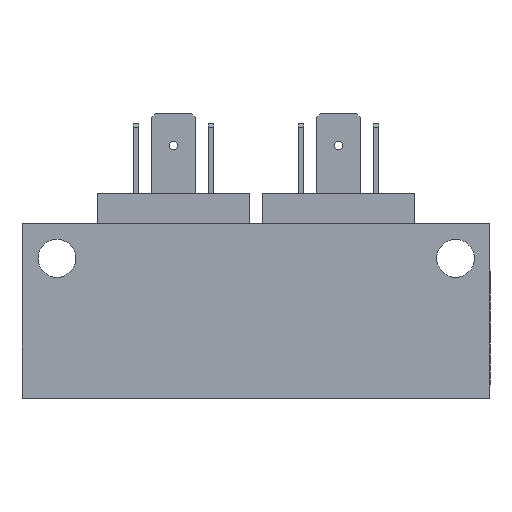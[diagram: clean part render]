
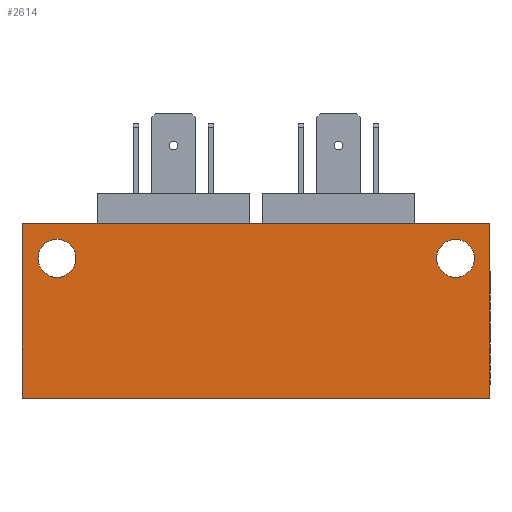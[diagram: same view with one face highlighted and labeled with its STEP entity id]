
A CAD part, front view. The second image highlights one B-rep face of the part: STEP entity #2614.
In plain terms, the highlighted planar face has unit normal (0, -1, 0).
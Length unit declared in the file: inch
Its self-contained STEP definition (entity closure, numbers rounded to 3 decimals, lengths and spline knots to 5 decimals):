
#513 = VERTEX_POINT ( 'NONE', #3752 ) ;
#855 = CARTESIAN_POINT ( 'NONE',  ( 1.3385, 0., 0. ) ) ;
#1016 = EDGE_CURVE ( 'NONE', #14490, #14059, #5358, .T. ) ;
#1143 = DIRECTION ( 'NONE',  ( 0., 0., 1. ) ) ;
#1198 = CARTESIAN_POINT ( 'NONE',  ( -1.3385, 0., -1. ) ) ;
#1501 = EDGE_LOOP ( 'NONE', ( #3002, #1807, #11098, #6865 ) ) ;
#1783 = CARTESIAN_POINT ( 'NONE',  ( 1.3385, 0., 0. ) ) ;
#1807 = ORIENTED_EDGE ( 'NONE', *, *, #3310, .T. ) ;
#1846 = CARTESIAN_POINT ( 'NONE',  ( -1.1385, 0., -0.2 ) ) ;
#1931 = DIRECTION ( 'NONE',  ( 0., -1., 0. ) ) ;
#2469 = VERTEX_POINT ( 'NONE', #3955 ) ;
#2614 = ADVANCED_FACE ( 'Defeatured_0_12', ( #8888, #12720, #4102 ), #13781, .F. ) ;
#2679 = VECTOR ( 'NONE', #1143, 39.37008 ) ;
#2830 = DIRECTION ( 'NONE',  ( 0., 1., 0. ) ) ;
#3002 = ORIENTED_EDGE ( 'NONE', *, *, #5173, .T. ) ;
#3226 = VECTOR ( 'NONE', #15295, 39.37008 ) ;
#3310 = EDGE_CURVE ( 'NONE', #13237, #11414, #15462, .T. ) ;
#3341 = LINE ( 'NONE', #4673, #8531 ) ;
#3435 = CIRCLE ( 'NONE', #3944, 0.1085 ) ;
#3502 = AXIS2_PLACEMENT_3D ( 'NONE', #3892, #4048, #12424 ) ;
#3613 = CARTESIAN_POINT ( 'NONE',  ( -1.3385, 0., 0. ) ) ;
#3752 = CARTESIAN_POINT ( 'NONE',  ( -1.03, 0., -0.19999 ) ) ;
#3754 = ORIENTED_EDGE ( 'NONE', *, *, #4080, .F. ) ;
#3892 = CARTESIAN_POINT ( 'NONE',  ( 1.1415, 0., -0.2 ) ) ;
#3944 = AXIS2_PLACEMENT_3D ( 'NONE', #1846, #1931, #6805 ) ;
#3955 = CARTESIAN_POINT ( 'NONE',  ( -1.247, 0., -0.20001 ) ) ;
#4048 = DIRECTION ( 'NONE',  ( 0., -1., 0. ) ) ;
#4080 = EDGE_CURVE ( 'NONE', #513, #2469, #9188, .T. ) ;
#4102 = FACE_BOUND ( 'NONE', #4524, .T. ) ;
#4254 = DIRECTION ( 'NONE',  ( -1., 0., 0. ) ) ;
#4271 = DIRECTION ( 'NONE',  ( 1., 0., 0. ) ) ;
#4524 = EDGE_LOOP ( 'NONE', ( #11896, #4678 ) ) ;
#4597 = DIRECTION ( 'NONE',  ( 1., 0., 0. ) ) ;
#4673 = CARTESIAN_POINT ( 'NONE',  ( -1.3385, 0., 0. ) ) ;
#4678 = ORIENTED_EDGE ( 'NONE', *, *, #12526, .F. ) ;
#4685 = CARTESIAN_POINT ( 'NONE',  ( 1.3385, 0., -1. ) ) ;
#5012 = EDGE_CURVE ( 'NONE', #15712, #5642, #10767, .T. ) ;
#5173 = EDGE_CURVE ( 'NONE', #14490, #13237, #5464, .T. ) ;
#5358 = LINE ( 'NONE', #7993, #3226 ) ;
#5464 = LINE ( 'NONE', #15237, #12543 ) ;
#5642 = VERTEX_POINT ( 'NONE', #8965 ) ;
#5762 = CIRCLE ( 'NONE', #3502, 0.1085 ) ;
#6805 = DIRECTION ( 'NONE',  ( -1., 0., 0. ) ) ;
#6865 = ORIENTED_EDGE ( 'NONE', *, *, #1016, .F. ) ;
#6912 = AXIS2_PLACEMENT_3D ( 'NONE', #8775, #12092, #8320 ) ;
#7458 = DIRECTION ( 'NONE',  ( -1., 0., 0. ) ) ;
#7531 = CARTESIAN_POINT ( 'NONE',  ( 1.033, 0., -0.20001 ) ) ;
#7993 = CARTESIAN_POINT ( 'NONE',  ( -1.3385, 0., -0.5 ) ) ;
#8320 = DIRECTION ( 'NONE',  ( -1., 0., 0. ) ) ;
#8531 = VECTOR ( 'NONE', #4597, 39.37008 ) ;
#8590 = ORIENTED_EDGE ( 'NONE', *, *, #15253, .F. ) ;
#8775 = CARTESIAN_POINT ( 'NONE',  ( -1.1385, 0., -0.2 ) ) ;
#8888 = FACE_OUTER_BOUND ( 'NONE', #1501, .T. ) ;
#8965 = CARTESIAN_POINT ( 'NONE',  ( 1.25, 0., -0.19999 ) ) ;
#9035 = EDGE_CURVE ( 'NONE', #14059, #11414, #3341, .T. ) ;
#9188 = CIRCLE ( 'NONE', #6912, 0.1085 ) ;
#9217 = AXIS2_PLACEMENT_3D ( 'NONE', #12118, #12346, #7458 ) ;
#9788 = AXIS2_PLACEMENT_3D ( 'NONE', #1783, #2830, #4254 ) ;
#10767 = CIRCLE ( 'NONE', #9217, 0.1085 ) ;
#11098 = ORIENTED_EDGE ( 'NONE', *, *, #9035, .F. ) ;
#11414 = VERTEX_POINT ( 'NONE', #855 ) ;
#11574 = EDGE_LOOP ( 'NONE', ( #8590, #3754 ) ) ;
#11896 = ORIENTED_EDGE ( 'NONE', *, *, #5012, .F. ) ;
#12085 = CARTESIAN_POINT ( 'NONE',  ( 1.3385, 0., -0.5 ) ) ;
#12092 = DIRECTION ( 'NONE',  ( 0., -1., 0. ) ) ;
#12118 = CARTESIAN_POINT ( 'NONE',  ( 1.1415, 0., -0.2 ) ) ;
#12346 = DIRECTION ( 'NONE',  ( 0., -1., 0. ) ) ;
#12424 = DIRECTION ( 'NONE',  ( -1., 0., 0. ) ) ;
#12526 = EDGE_CURVE ( 'NONE', #5642, #15712, #5762, .T. ) ;
#12543 = VECTOR ( 'NONE', #4271, 39.37008 ) ;
#12720 = FACE_BOUND ( 'NONE', #11574, .T. ) ;
#13237 = VERTEX_POINT ( 'NONE', #4685 ) ;
#13781 = PLANE ( 'NONE',  #9788 ) ;
#14059 = VERTEX_POINT ( 'NONE', #3613 ) ;
#14490 = VERTEX_POINT ( 'NONE', #1198 ) ;
#15237 = CARTESIAN_POINT ( 'NONE',  ( 1.3385, 0., -1. ) ) ;
#15253 = EDGE_CURVE ( 'NONE', #2469, #513, #3435, .T. ) ;
#15295 = DIRECTION ( 'NONE',  ( 0., 0., 1. ) ) ;
#15462 = LINE ( 'NONE', #12085, #2679 ) ;
#15712 = VERTEX_POINT ( 'NONE', #7531 ) ;
